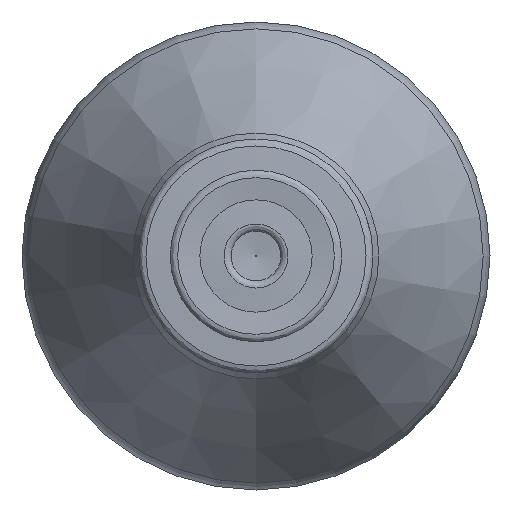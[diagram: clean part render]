
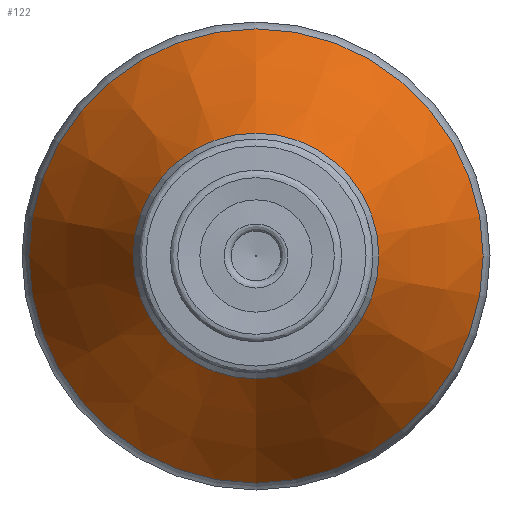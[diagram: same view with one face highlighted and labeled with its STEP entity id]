
A CAD part, left-side view. The second image highlights one B-rep face of the part: STEP entity #122.
In plain terms, the highlighted conical face has half-angle 28.627 degrees and reference radius 12.133 mm.
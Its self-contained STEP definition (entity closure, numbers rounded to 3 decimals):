
#100=CONICAL_SURFACE('',#477,12.133,28.627);
#122=ADVANCED_FACE('',(#177,#178),#100,.T.);
#177=FACE_BOUND('',#238,.T.);
#178=FACE_BOUND('',#239,.T.);
#238=EDGE_LOOP('',(#302));
#239=EDGE_LOOP('',(#303));
#302=ORIENTED_EDGE('',*,*,#384,.T.);
#303=ORIENTED_EDGE('',*,*,#383,.F.);
#351=VERTEX_POINT('',#678);
#352=VERTEX_POINT('',#681);
#383=EDGE_CURVE('',#351,#351,#415,.T.);
#384=EDGE_CURVE('',#352,#352,#416,.T.);
#415=CIRCLE('',#474,12.133);
#416=CIRCLE('',#476,6.561);
#474=AXIS2_PLACEMENT_3D('',#677,#561,#562);
#476=AXIS2_PLACEMENT_3D('',#680,#565,#566);
#477=AXIS2_PLACEMENT_3D('',#682,#567,#568);
#561=DIRECTION('',(1.,0.,0.));
#562=DIRECTION('',(0.,0.,1.));
#565=DIRECTION('',(1.,0.,0.));
#566=DIRECTION('',(0.,0.,1.));
#567=DIRECTION('',(1.,0.,0.));
#568=DIRECTION('',(0.,0.,-1.));
#677=CARTESIAN_POINT('',(52.328,0.,0.));
#678=CARTESIAN_POINT('',(52.328,0.,12.133));
#680=CARTESIAN_POINT('',(42.12,0.,0.));
#681=CARTESIAN_POINT('',(42.12,0.,6.561));
#682=CARTESIAN_POINT('',(52.328,0.,0.));
